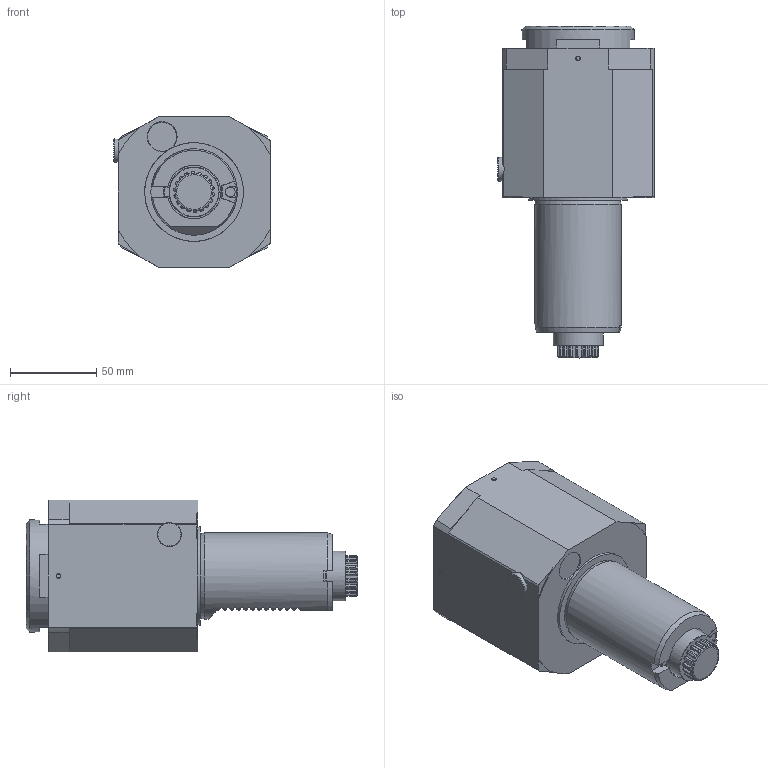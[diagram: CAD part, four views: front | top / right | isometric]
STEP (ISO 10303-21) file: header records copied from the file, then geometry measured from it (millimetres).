
FILE_DESCRIPTION (( 'STEP AP214' ), '1' );
FILE_NAME ('RAPPH50I221US340.STEP', '2025-09-19T13:15:48', ( '' ), ( '' ), 'SwSTEP 2.0', 'SolidWorks 2023', '' );
FILE_SCHEMA (( 'AUTOMOTIVE_DESIGN' ));
Length unit declared in the file: millimetre
Products named in the file (1): RAPPH50I221US340
Bounding box: 90.4 x 192.25 x 88 mm (x, y, z)
Volume: 807235 mm3; surface area: 59174.8 mm2
Topology: 6 solids, 7 shells, 614 faces, 1638 edges, 1084 vertices
Faces by surface type: plane 348, cylinder 120, bspline 98, cone 46, torus 2
Full cylindrical faces by diameter (mm): 1.7 x1, 2.1 x1, 2.3 x4, 2.5 x1, 3 x1, 5.7 x1, 6.366 x1, 13.8 x1, 28.9 x1, 50 x1, 57.243 x1, 65 x1
Entity records: 28158 total; most frequent: CARTESIAN_POINT 10317, ORIENTED_EDGE 3172, DIRECTION 2473, EDGE_CURVE 1586, VERTEX_POINT 1070, LINE 949, VECTOR 949, AXIS2_PLACEMENT_3D 762
